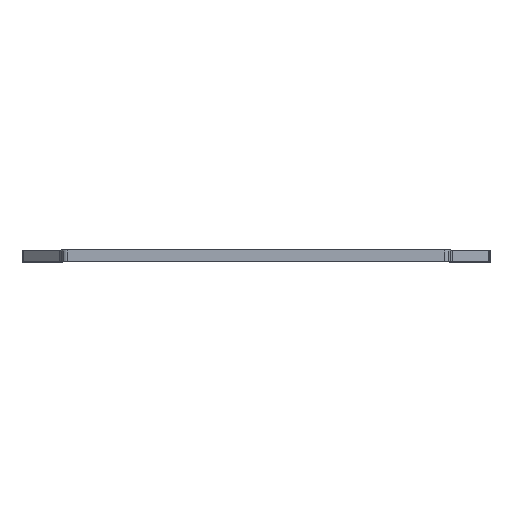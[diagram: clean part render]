
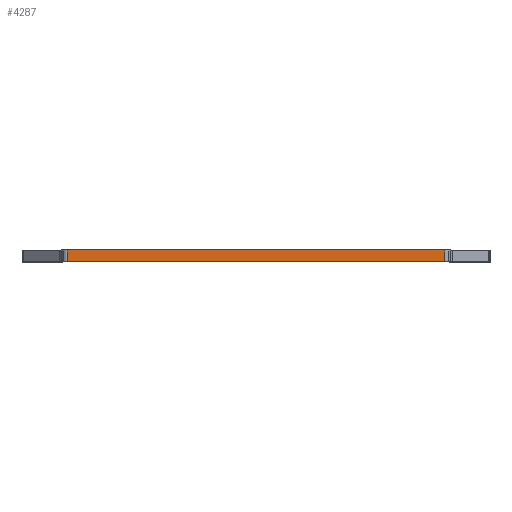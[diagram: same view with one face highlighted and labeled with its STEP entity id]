
A CAD part, top view. The second image highlights one B-rep face of the part: STEP entity #4287.
In plain terms, the highlighted planar face has unit normal (0, 0, 1).
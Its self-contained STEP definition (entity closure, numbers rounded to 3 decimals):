
#143=CARTESIAN_POINT('',(-32.25,0.0,42.0));
#144=VERTEX_POINT('',#143);
#152=CARTESIAN_POINT('',(-32.25,2.0,42.0));
#153=VERTEX_POINT('',#152);
#154=CARTESIAN_POINT('',(-32.25,0.0,42.0));
#155=DIRECTION('',(0.0,1.0,0.0));
#156=VECTOR('',#155,2.0);
#157=LINE('',#154,#156);
#158=EDGE_CURVE('',#144,#153,#157,.T.);
#3040=CARTESIAN_POINT('',(32.25,0.0,42.0));
#3041=VERTEX_POINT('',#3040);
#3049=CARTESIAN_POINT('',(-32.25,0.0,42.0));
#3050=DIRECTION('',(1.0,0.0,0.0));
#3051=VECTOR('',#3050,64.5);
#3052=LINE('',#3049,#3051);
#3053=EDGE_CURVE('',#144,#3041,#3052,.T.);
#3712=CARTESIAN_POINT('',(32.25,2.0,42.0));
#3713=VERTEX_POINT('',#3712);
#3721=CARTESIAN_POINT('',(32.25,2.0,42.0));
#3722=DIRECTION('',(0.0,-1.0,0.0));
#3723=VECTOR('',#3722,2.0);
#3724=LINE('',#3721,#3723);
#3725=EDGE_CURVE('',#3713,#3041,#3724,.T.);
#4271=CARTESIAN_POINT('',(33.25,0.0,42.0));
#4272=DIRECTION('',(0.0,0.0,1.0));
#4273=DIRECTION('',(1.0,0.0,0.0));
#4274=AXIS2_PLACEMENT_3D('',#4271,#4272,#4273);
#4275=PLANE('',#4274);
#4276=ORIENTED_EDGE('',*,*,#3725,.F.);
#4277=CARTESIAN_POINT('',(32.25,2.0,42.0));
#4278=DIRECTION('',(-1.0,0.0,0.0));
#4279=VECTOR('',#4278,64.5);
#4280=LINE('',#4277,#4279);
#4281=EDGE_CURVE('',#3713,#153,#4280,.T.);
#4282=ORIENTED_EDGE('',*,*,#4281,.T.);
#4283=ORIENTED_EDGE('',*,*,#158,.F.);
#4284=ORIENTED_EDGE('',*,*,#3053,.T.);
#4285=EDGE_LOOP('',(#4276,#4282,#4283,#4284));
#4286=FACE_OUTER_BOUND('',#4285,.T.);
#4287=ADVANCED_FACE('',(#4286),#4275,.T.);
